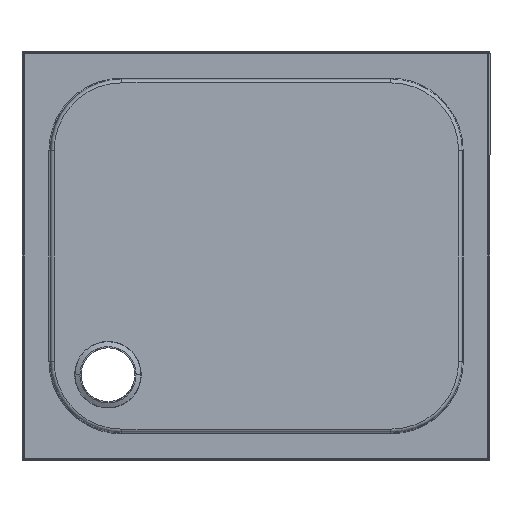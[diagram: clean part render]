
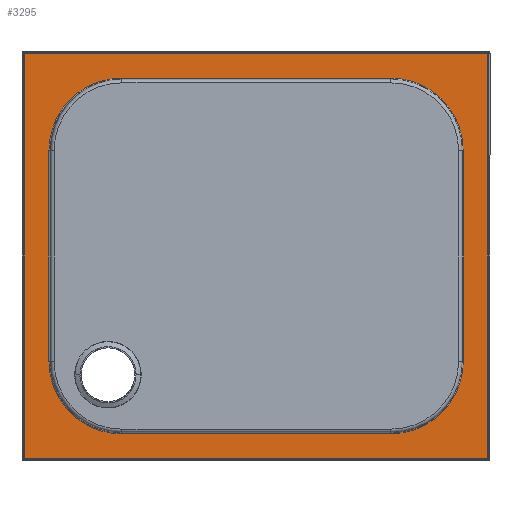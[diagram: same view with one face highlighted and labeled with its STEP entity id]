
A CAD part, front view. The second image highlights one B-rep face of the part: STEP entity #3295.
In plain terms, the highlighted planar face has unit normal (0, -1, 0).
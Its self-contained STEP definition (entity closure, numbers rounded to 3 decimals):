
#141 = CARTESIAN_POINT ( 'NONE',  ( -353.887, 46., 180. ) ) ;
#221 = VERTEX_POINT ( 'NONE', #805 ) ;
#238 = VECTOR ( 'NONE', #2293, 1000. ) ;
#281 = ORIENTED_EDGE ( 'NONE', *, *, #1456, .F. ) ;
#305 = LINE ( 'NONE', #2372, #5102 ) ;
#321 = VECTOR ( 'NONE', #1502, 1000. ) ;
#347 = DIRECTION ( 'NONE',  ( 1., 0., 0. ) ) ;
#497 = EDGE_CURVE ( 'NONE', #4221, #4073, #1496, .T. ) ;
#535 = DIRECTION ( 'NONE',  ( 0., 0., 1. ) ) ;
#591 = ORIENTED_EDGE ( 'NONE', *, *, #3288, .F. ) ;
#610 = FACE_OUTER_BOUND ( 'NONE', #2190, .T. ) ;
#614 = ORIENTED_EDGE ( 'NONE', *, *, #3354, .F. ) ;
#658 = CARTESIAN_POINT ( 'NONE',  ( -353.887, 46., 252.638 ) ) ;
#719 = CARTESIAN_POINT ( 'NONE',  ( 0., 46., -346. ) ) ;
#785 = CARTESIAN_POINT ( 'NONE',  ( 230.065, 46., 304. ) ) ;
#805 = CARTESIAN_POINT ( 'NONE',  ( -229.837, 46., -304. ) ) ;
#941 = CARTESIAN_POINT ( 'NONE',  ( 230.065, 46., 304. ) ) ;
#943 = DIRECTION ( 'NONE',  ( 0., 0., -1. ) ) ;
#967 = CARTESIAN_POINT ( 'NONE',  ( 354.116, 46., 180. ) ) ;
#990 = CARTESIAN_POINT ( 'NONE',  ( 354.116, 46., -252.638 ) ) ;
#993 = EDGE_CURVE ( 'NONE', #4637, #2737, #3018, .T. ) ;
#1008 = CARTESIAN_POINT ( 'NONE',  ( -229.837, 46., 304. ) ) ;
#1044 = VERTEX_POINT ( 'NONE', #4675 ) ;
#1066 = CARTESIAN_POINT ( 'NONE',  ( 396., 46., -346. ) ) ;
#1078 = CARTESIAN_POINT ( 'NONE',  ( -396., 46., 346. ) ) ;
#1105 = CARTESIAN_POINT ( 'NONE',  ( -353.887, 46., -180. ) ) ;
#1135 = VERTEX_POINT ( 'NONE', #1078 ) ;
#1157 = LINE ( 'NONE', #2901, #3983 ) ;
#1187 = CARTESIAN_POINT ( 'NONE',  ( 354.116, 46., 252.638 ) ) ;
#1188 = VECTOR ( 'NONE', #3506, 1000. ) ;
#1236 = LINE ( 'NONE', #2408, #2415 ) ;
#1253 = EDGE_CURVE ( 'NONE', #4230, #221, #2052, .T. ) ;
#1289 = ORIENTED_EDGE ( 'NONE', *, *, #3978, .F. ) ;
#1430 = ORIENTED_EDGE ( 'NONE', *, *, #497, .F. ) ;
#1456 = EDGE_CURVE ( 'NONE', #221, #2661, #1236, .T. ) ;
#1470 = DIRECTION ( 'NONE',  ( 0., 0., 1. ) ) ;
#1495 = VECTOR ( 'NONE', #2193, 1000. ) ;
#1496 =( BOUNDED_CURVE ( )  B_SPLINE_CURVE ( 3, ( #1008, #2726, #658, #141 ),
 .UNSPECIFIED., .F., .T. ) 
 B_SPLINE_CURVE_WITH_KNOTS ( ( 4, 4 ),
 ( 4.712, 6.283 ),
 .UNSPECIFIED. ) 
 CURVE ( )  GEOMETRIC_REPRESENTATION_ITEM ( )  RATIONAL_B_SPLINE_CURVE ( ( 1., 0.805, 0.805, 1. ) ) 
 REPRESENTATION_ITEM ( '' )  );
#1502 = DIRECTION ( 'NONE',  ( -1., 0., 0. ) ) ;
#1716 = VECTOR ( 'NONE', #943, 1000. ) ;
#1831 = LINE ( 'NONE', #3613, #1188 ) ;
#1881 =( BOUNDED_CURVE ( )  B_SPLINE_CURVE ( 3, ( #3683, #1187, #5326, #785 ),
 .UNSPECIFIED., .F., .T. ) 
 B_SPLINE_CURVE_WITH_KNOTS ( ( 4, 4 ),
 ( 3.142, 4.712 ),
 .UNSPECIFIED. ) 
 CURVE ( )  GEOMETRIC_REPRESENTATION_ITEM ( )  RATIONAL_B_SPLINE_CURVE ( ( 1., 0.805, 0.805, 1. ) ) 
 REPRESENTATION_ITEM ( '' )  );
#1973 = VERTEX_POINT ( 'NONE', #941 ) ;
#1994 = VERTEX_POINT ( 'NONE', #967 ) ;
#2022 = CARTESIAN_POINT ( 'NONE',  ( 354.116, 46., -180. ) ) ;
#2052 =( BOUNDED_CURVE ( )  B_SPLINE_CURVE ( 3, ( #3703, #2054, #4205, #3307 ),
 .UNSPECIFIED., .F., .T. ) 
 B_SPLINE_CURVE_WITH_KNOTS ( ( 4, 4 ),
 ( 0., 1.571 ),
 .UNSPECIFIED. ) 
 CURVE ( )  GEOMETRIC_REPRESENTATION_ITEM ( )  RATIONAL_B_SPLINE_CURVE ( ( 1., 0.805, 0.805, 1. ) ) 
 REPRESENTATION_ITEM ( '' )  );
#2054 = CARTESIAN_POINT ( 'NONE',  ( -353.887, 46., -252.638 ) ) ;
#2190 = EDGE_LOOP ( 'NONE', ( #591, #2802, #4153, #614 ) ) ;
#2193 = DIRECTION ( 'NONE',  ( 0., 0., -1. ) ) ;
#2269 = LINE ( 'NONE', #3168, #238 ) ;
#2293 = DIRECTION ( 'NONE',  ( 0., 0., 1. ) ) ;
#2321 = EDGE_LOOP ( 'NONE', ( #1289, #5173, #281, #3892, #3406, #1430, #4878, #3652 ) ) ;
#2345 = FACE_BOUND ( 'NONE', #2321, .T. ) ;
#2372 = CARTESIAN_POINT ( 'NONE',  ( 354.116, 46., 0. ) ) ;
#2408 = CARTESIAN_POINT ( 'NONE',  ( 0., 46., -304. ) ) ;
#2415 = VECTOR ( 'NONE', #347, 1000. ) ;
#2428 = EDGE_CURVE ( 'NONE', #1973, #4221, #1157, .T. ) ;
#2607 =( BOUNDED_CURVE ( )  B_SPLINE_CURVE ( 3, ( #3482, #4759, #990, #2651 ),
 .UNSPECIFIED., .F., .T. ) 
 B_SPLINE_CURVE_WITH_KNOTS ( ( 4, 4 ),
 ( 1.571, 3.142 ),
 .UNSPECIFIED. ) 
 CURVE ( )  GEOMETRIC_REPRESENTATION_ITEM ( )  RATIONAL_B_SPLINE_CURVE ( ( 1., 0.805, 0.805, 1. ) ) 
 REPRESENTATION_ITEM ( '' )  );
#2651 = CARTESIAN_POINT ( 'NONE',  ( 354.116, 46., -180. ) ) ;
#2661 = VERTEX_POINT ( 'NONE', #4749 ) ;
#2726 = CARTESIAN_POINT ( 'NONE',  ( -302.504, 46., 304. ) ) ;
#2737 = VERTEX_POINT ( 'NONE', #1066 ) ;
#2802 = ORIENTED_EDGE ( 'NONE', *, *, #3262, .F. ) ;
#2901 = CARTESIAN_POINT ( 'NONE',  ( 0., 46., 304. ) ) ;
#3018 = LINE ( 'NONE', #3872, #1716 ) ;
#3088 = CARTESIAN_POINT ( 'NONE',  ( 0., 46., 0. ) ) ;
#3098 = EDGE_CURVE ( 'NONE', #2661, #5227, #2607, .T. ) ;
#3168 = CARTESIAN_POINT ( 'NONE',  ( -396., 46., 0. ) ) ;
#3191 = CARTESIAN_POINT ( 'NONE',  ( 396., 46., 346. ) ) ;
#3262 = EDGE_CURVE ( 'NONE', #2737, #1044, #4440, .T. ) ;
#3288 = EDGE_CURVE ( 'NONE', #1044, #1135, #2269, .T. ) ;
#3295 = ADVANCED_FACE ( 'NONE', ( #2345, #610 ), #3972, .F. ) ;
#3307 = CARTESIAN_POINT ( 'NONE',  ( -229.837, 46., -304. ) ) ;
#3330 = DIRECTION ( 'NONE',  ( -1., 0., 0. ) ) ;
#3354 = EDGE_CURVE ( 'NONE', #1135, #4637, #1831, .T. ) ;
#3406 = ORIENTED_EDGE ( 'NONE', *, *, #4010, .F. ) ;
#3482 = CARTESIAN_POINT ( 'NONE',  ( 230.065, 46., -304. ) ) ;
#3506 = DIRECTION ( 'NONE',  ( 1., 0., 0. ) ) ;
#3542 = CARTESIAN_POINT ( 'NONE',  ( -229.837, 46., 304. ) ) ;
#3613 = CARTESIAN_POINT ( 'NONE',  ( 0., 46., 346. ) ) ;
#3652 = ORIENTED_EDGE ( 'NONE', *, *, #3738, .F. ) ;
#3683 = CARTESIAN_POINT ( 'NONE',  ( 354.116, 46., 180. ) ) ;
#3703 = CARTESIAN_POINT ( 'NONE',  ( -353.887, 46., -180. ) ) ;
#3738 = EDGE_CURVE ( 'NONE', #1994, #1973, #1881, .T. ) ;
#3872 = CARTESIAN_POINT ( 'NONE',  ( 396., 46., 0. ) ) ;
#3892 = ORIENTED_EDGE ( 'NONE', *, *, #1253, .F. ) ;
#3918 = DIRECTION ( 'NONE',  ( 0., 1., 0. ) ) ;
#3972 = PLANE ( 'NONE',  #4257 ) ;
#3978 = EDGE_CURVE ( 'NONE', #5227, #1994, #305, .T. ) ;
#3983 = VECTOR ( 'NONE', #3330, 1000. ) ;
#4010 = EDGE_CURVE ( 'NONE', #4073, #4230, #4474, .T. ) ;
#4073 = VERTEX_POINT ( 'NONE', #5207 ) ;
#4153 = ORIENTED_EDGE ( 'NONE', *, *, #993, .F. ) ;
#4205 = CARTESIAN_POINT ( 'NONE',  ( -302.504, 46., -304. ) ) ;
#4221 = VERTEX_POINT ( 'NONE', #3542 ) ;
#4230 = VERTEX_POINT ( 'NONE', #1105 ) ;
#4257 = AXIS2_PLACEMENT_3D ( 'NONE', #3088, #3918, #1470 ) ;
#4317 = CARTESIAN_POINT ( 'NONE',  ( -353.887, 46., 0. ) ) ;
#4440 = LINE ( 'NONE', #719, #321 ) ;
#4474 = LINE ( 'NONE', #4317, #1495 ) ;
#4637 = VERTEX_POINT ( 'NONE', #3191 ) ;
#4675 = CARTESIAN_POINT ( 'NONE',  ( -396., 46., -346. ) ) ;
#4749 = CARTESIAN_POINT ( 'NONE',  ( 230.065, 46., -304. ) ) ;
#4759 = CARTESIAN_POINT ( 'NONE',  ( 302.733, 46., -304. ) ) ;
#4878 = ORIENTED_EDGE ( 'NONE', *, *, #2428, .F. ) ;
#5102 = VECTOR ( 'NONE', #535, 1000. ) ;
#5173 = ORIENTED_EDGE ( 'NONE', *, *, #3098, .F. ) ;
#5207 = CARTESIAN_POINT ( 'NONE',  ( -353.887, 46., 180. ) ) ;
#5227 = VERTEX_POINT ( 'NONE', #2022 ) ;
#5326 = CARTESIAN_POINT ( 'NONE',  ( 302.733, 46., 304. ) ) ;
